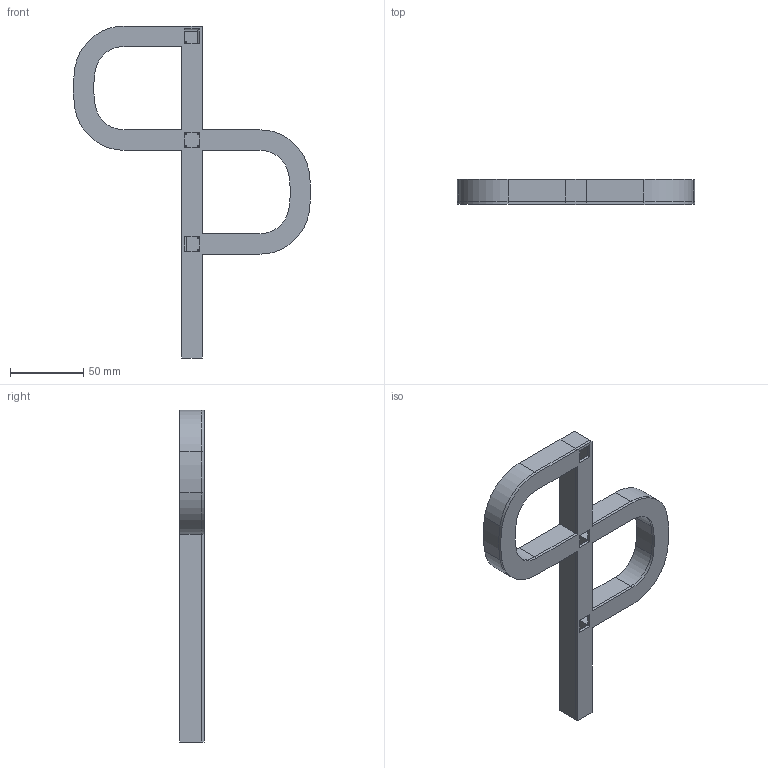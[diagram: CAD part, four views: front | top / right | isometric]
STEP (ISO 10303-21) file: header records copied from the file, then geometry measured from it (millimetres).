
FILE_DESCRIPTION(('FreeCAD Model'),'2;1');
FILE_NAME('Open CASCADE Shape Model','2024-10-28T12:58:11',(''),(''), 'Open CASCADE STEP processor 7.6','FreeCAD','Unknown');
FILE_SCHEMA(('AUTOMOTIVE_DESIGN { 1 0 10303 214 1 1 1 1 }'));
Length unit declared in the file: millimetre
Products named in the file (3): Main Body; MB Body; Main Body Back Cap
Assembly tree (2 placements, depth 2):
  Main Body
    MB Body
    Main Body Back Cap
Bounding box: 162.11 x 17 x 227 mm (x, y, z)
Volume: 55678.4 mm3; surface area: 66014.1 mm2
Topology: 2 solids, 2 shells, 123 faces, 327 edges, 210 vertices
Faces by surface type: plane 62, cylinder 49, torus 12
Entity records: 8254 total; most frequent: CARTESIAN_POINT 1988, DIRECTION 1084, ORIENTED_EDGE 654, PCURVE 654, DEFINITIONAL_REPRESENTATION 654, LINE 601, VECTOR 601, EDGE_CURVE 327
